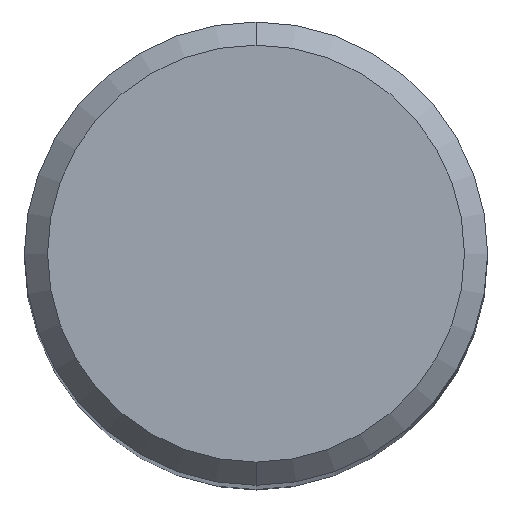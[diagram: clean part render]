
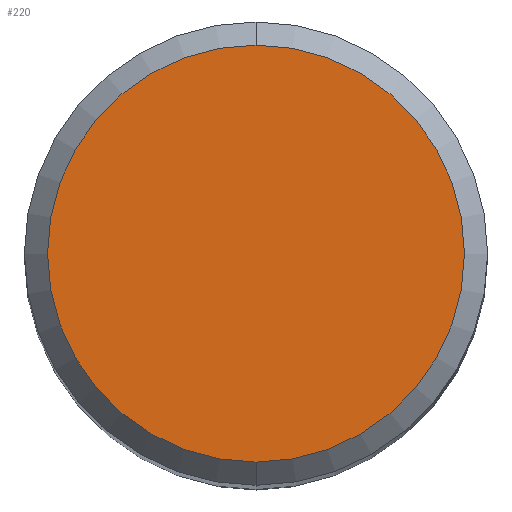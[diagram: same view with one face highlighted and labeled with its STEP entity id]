
A CAD part, top view. The second image highlights one B-rep face of the part: STEP entity #220.
In plain terms, the highlighted planar face has unit normal (0, 0, 1).
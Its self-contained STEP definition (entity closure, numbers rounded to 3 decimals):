
#98=VERTEX_POINT('',#243);
#104=EDGE_CURVE('',#98,#156,#249,.T.);
#156=VERTEX_POINT('',#308);
#208=EDGE_CURVE('',#156,#98,#368,.T.);
#220=ADVANCED_FACE('',(#381),#382,.T.);
#243=CARTESIAN_POINT('',(0.,-5.4,0.0));
#249=CIRCLE('',#406,5.4);
#308=CARTESIAN_POINT('',(0.0,5.4,0.0));
#368=CIRCLE('',#556,5.4);
#381=FACE_OUTER_BOUND('',#573,.T.);
#382=PLANE('',#574);
#406=AXIS2_PLACEMENT_3D('',#582,#583,#584);
#556=AXIS2_PLACEMENT_3D('',#734,#735,#736);
#573=EDGE_LOOP('',(#753,#754));
#574=AXIS2_PLACEMENT_3D('',#755,#756,#757);
#582=CARTESIAN_POINT('',(0.0,0.0,0.0));
#583=DIRECTION('',(0.0,0.0,-1.0));
#584=DIRECTION('',(0.0,1.0,0.0));
#734=CARTESIAN_POINT('',(0.0,0.0,0.0));
#735=DIRECTION('',(0.0,0.0,-1.0));
#736=DIRECTION('',(0.0,1.0,0.0));
#753=ORIENTED_EDGE('',*,*,#208,.F.);
#754=ORIENTED_EDGE('',*,*,#104,.F.);
#755=CARTESIAN_POINT('',(0.0,2.7,0.0));
#756=DIRECTION('',(-0.0,0.0,1.0));
#757=DIRECTION('',(0.0,-1.0,0.0));
